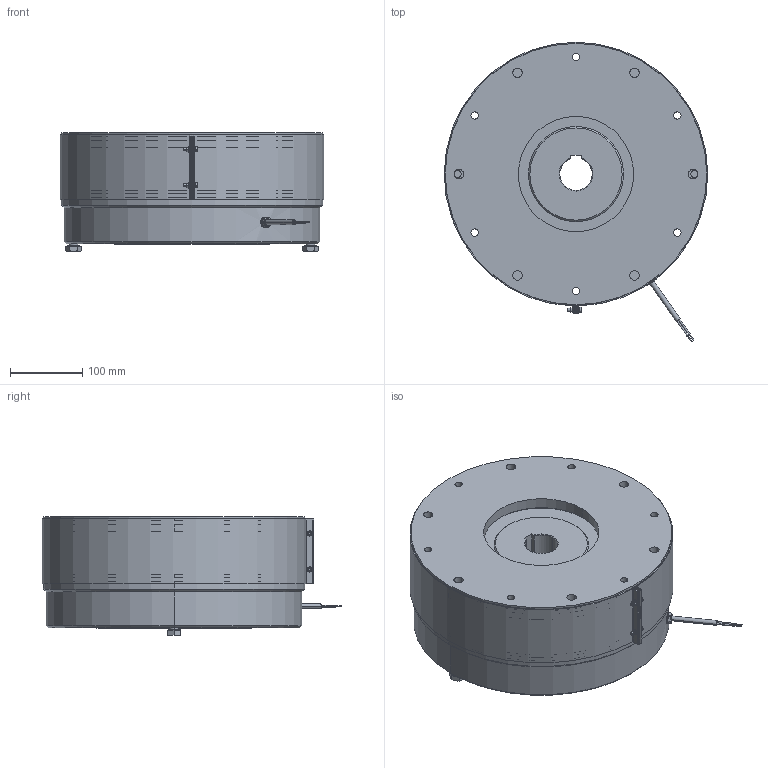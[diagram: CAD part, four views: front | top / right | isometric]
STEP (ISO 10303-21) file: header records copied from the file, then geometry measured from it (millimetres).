
FILE_DESCRIPTION (( 'STEP AP214' ), '1' );
FILE_NAME ('dr_bk_11_38_fs_mu.STEP', '2021-11-04T07:24:02', ( '' ), ( '' ), 'SwSTEP 2.0', 'SolidWorks 2019', '' );
FILE_SCHEMA (( 'AUTOMOTIVE_DESIGN' ));
Length unit declared in the file: millimetre
Products named in the file (8): 10068529_000; 10068533_000; 10068525_000; dr_bk_11_38_fs_mu; 10068522_000; 10068526_000; 10068527_000; 10068523_000
Assembly tree (13 placements, depth 2):
  dr_bk_11_38_fs_mu
    10068533_000
    10068526_000
    10068523_000
    10068525_000  x6
    10068527_000  x2
    10068529_000
    10068522_000
Bounding box: 365.98 x 415.62 x 164.1 mm (x, y, z)
Volume: 12978245.5 mm3; surface area: 1390343.1 mm2
Topology: 24 solids, 24 shells, 704 faces, 1551 edges, 943 vertices
Faces by surface type: cylinder 299, plane 225, cone 142, torus 32, sphere 6
Entity records: 21876 total; most frequent: DIRECTION 3077, CARTESIAN_POINT 2902, ORIENTED_EDGE 2510, AXIS2_PLACEMENT_3D 1265, EDGE_CURVE 1255, VERTEX_POINT 772, EDGE_LOOP 721, CIRCLE 675
